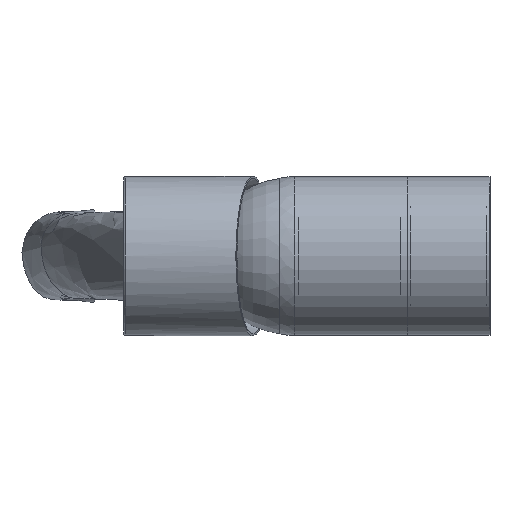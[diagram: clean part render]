
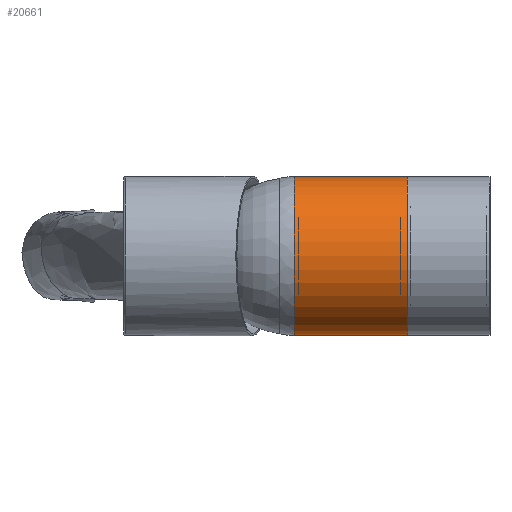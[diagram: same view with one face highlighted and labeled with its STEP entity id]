
A CAD part, left-side view. The second image highlights one B-rep face of the part: STEP entity #20661.
In plain terms, the highlighted cylindrical face has radius 24 mm (diameter 48 mm), a full revolution.
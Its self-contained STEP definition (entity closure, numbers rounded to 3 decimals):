
#72 = ORIENTED_EDGE ( 'NONE', *, *, #45048, .T. ) ;
#450 = EDGE_CURVE ( 'NONE', #50430, #50430, #41101, .T. ) ;
#8930 = CARTESIAN_POINT ( 'NONE',  ( -1.615, -4.619, 92.7 ) ) ;
#16039 = VERTEX_POINT ( 'NONE', #8930 ) ;
#19920 = EDGE_LOOP ( 'NONE', ( #72 ) ) ;
#20661 = ADVANCED_FACE ( 'NONE', ( #41820, #22710 ), #26052, .T. ) ;
#21736 = DIRECTION ( 'NONE',  ( 0., 1., 0. ) ) ;
#22349 = DIRECTION ( 'NONE',  ( 0., -1., 0. ) ) ;
#22710 = FACE_OUTER_BOUND ( 'NONE', #19920, .T. ) ;
#22836 = DIRECTION ( 'NONE',  ( 0., 0., 1. ) ) ;
#23000 = EDGE_LOOP ( 'NONE', ( #41085 ) ) ;
#26052 = CYLINDRICAL_SURFACE ( 'NONE', #41865, 24. ) ;
#31011 = DIRECTION ( 'NONE',  ( 0., 1., 0. ) ) ;
#34939 = AXIS2_PLACEMENT_3D ( 'NONE', #48488, #22349, #52703 ) ;
#38013 = AXIS2_PLACEMENT_3D ( 'NONE', #47737, #21736, #52483 ) ;
#38692 = CIRCLE ( 'NONE', #38013, 24. ) ;
#39984 = CARTESIAN_POINT ( 'NONE',  ( -1.615, -2.619, 68.7 ) ) ;
#41085 = ORIENTED_EDGE ( 'NONE', *, *, #450, .T. ) ;
#41101 = CIRCLE ( 'NONE', #34939, 24. ) ;
#41820 = FACE_OUTER_BOUND ( 'NONE', #23000, .T. ) ;
#41865 = AXIS2_PLACEMENT_3D ( 'NONE', #39984, #31011, #22836 ) ;
#45048 = EDGE_CURVE ( 'NONE', #16039, #16039, #38692, .T. ) ;
#47737 = CARTESIAN_POINT ( 'NONE',  ( -1.615, -4.619, 68.7 ) ) ;
#48488 = CARTESIAN_POINT ( 'NONE',  ( -1.615, 29.532, 68.7 ) ) ;
#50430 = VERTEX_POINT ( 'NONE', #51355 ) ;
#51355 = CARTESIAN_POINT ( 'NONE',  ( -1.615, 29.532, 44.7 ) ) ;
#52483 = DIRECTION ( 'NONE',  ( 0., 0., 1. ) ) ;
#52703 = DIRECTION ( 'NONE',  ( 0., 0., -1. ) ) ;
